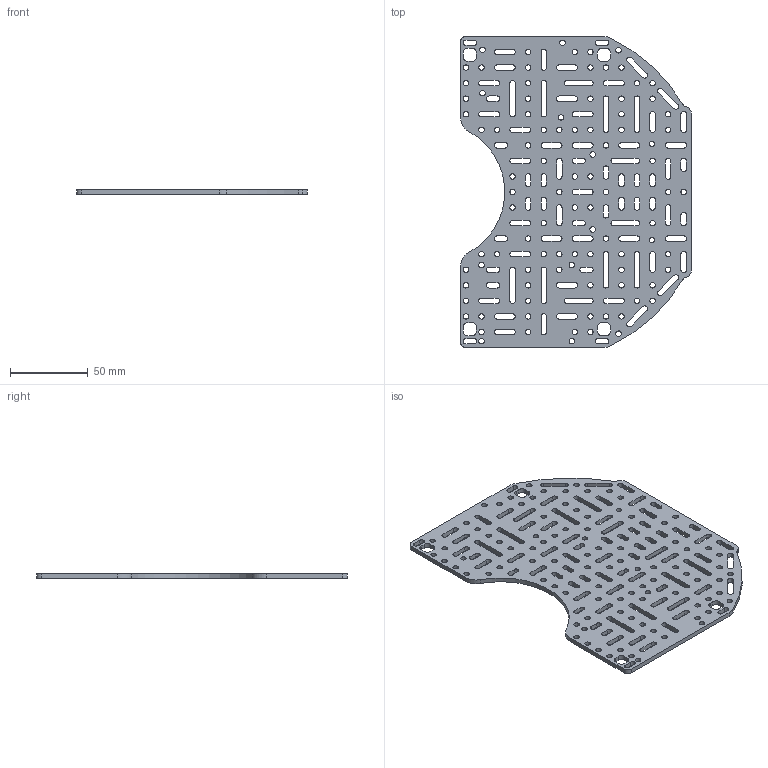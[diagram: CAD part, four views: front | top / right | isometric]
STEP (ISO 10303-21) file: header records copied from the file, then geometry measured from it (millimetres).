
FILE_DESCRIPTION(('STEP AP203'), '1');
FILE_NAME('upper_plastic_platform', '', ('UNSPECIFIED'), ('UNSPECIFIED'), 'C3D Converter', 'C3D Toolkit', '');
FILE_SCHEMA(('CONFIG_CONTROL_DESIGN'));
Length unit declared in the file: millimetre
Products named in the file (1): -v6.1
Bounding box: 148.5 x 200 x 3 mm (x, y, z)
Volume: 63372.3 mm3; surface area: 54966.2 mm2
Topology: 1 solids, 1 shells, 463 faces, 1383 edges, 922 vertices
Faces by surface type: cylinder 282, plane 181
Full cylindrical faces by diameter (mm): 3.5 x95
Entity records: 19782 total; most frequent: DIRECTION 2780, CARTESIAN_POINT 2674, ORIENTED_EDGE 2576, EDGE_CURVE 1288, AXIS2_PLACEMENT_3D 1028, VERTEX_POINT 922, EDGE_LOOP 914, FACE_BOUND 724
